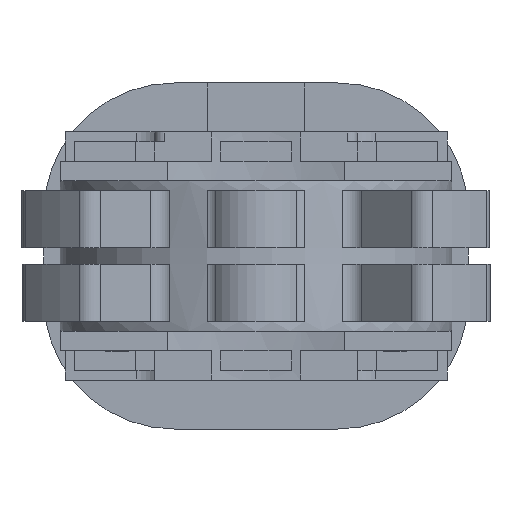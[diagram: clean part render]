
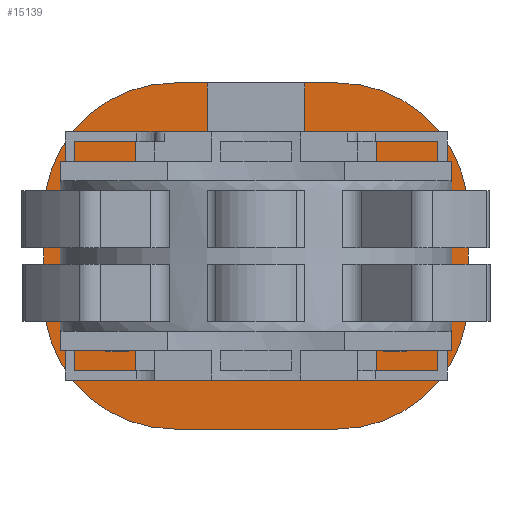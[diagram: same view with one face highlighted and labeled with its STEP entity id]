
A CAD part, front view. The second image highlights one B-rep face of the part: STEP entity #15139.
In plain terms, the highlighted planar face has unit normal (0, -1, 0).
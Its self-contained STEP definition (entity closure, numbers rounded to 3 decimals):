
#167 = LINE ( 'NONE', #22633, #4868 ) ;
#370 = CARTESIAN_POINT ( 'NONE',  ( 14.997, 277.5, 86.011 ) ) ;
#832 = EDGE_CURVE ( 'NONE', #34715, #29067, #25731, .T. ) ;
#1470 = VECTOR ( 'NONE', #30092, 1000. ) ;
#1725 = VERTEX_POINT ( 'NONE', #11182 ) ;
#2313 = LINE ( 'NONE', #13719, #1470 ) ;
#2888 = VECTOR ( 'NONE', #12045, 1000. ) ;
#3235 = DIRECTION ( 'NONE',  ( 0., 1., 0. ) ) ;
#3307 = DIRECTION ( 'NONE',  ( 0., 0., 1. ) ) ;
#3386 = DIRECTION ( 'NONE',  ( 0., 0., -1. ) ) ;
#4868 = VECTOR ( 'NONE', #34270, 1000. ) ;
#5240 = VECTOR ( 'NONE', #3386, 1000. ) ;
#5457 = ORIENTED_EDGE ( 'NONE', *, *, #17256, .F. ) ;
#5482 = DIRECTION ( 'NONE',  ( 0., 0., -1. ) ) ;
#5946 = DIRECTION ( 'NONE',  ( 0., 1., 0. ) ) ;
#6585 = VECTOR ( 'NONE', #25548, 1000. ) ;
#6829 = VERTEX_POINT ( 'NONE', #35065 ) ;
#7117 = EDGE_CURVE ( 'NONE', #12459, #12140, #10762, .T. ) ;
#7229 = ORIENTED_EDGE ( 'NONE', *, *, #13061, .F. ) ;
#7247 = ORIENTED_EDGE ( 'NONE', *, *, #31853, .F. ) ;
#7496 = EDGE_CURVE ( 'NONE', #29067, #22023, #16774, .T. ) ;
#7685 = AXIS2_PLACEMENT_3D ( 'NONE', #34005, #19957, #28506 ) ;
#8496 = ORIENTED_EDGE ( 'NONE', *, *, #26258, .F. ) ;
#8619 = VECTOR ( 'NONE', #20957, 1000. ) ;
#8728 = CARTESIAN_POINT ( 'NONE',  ( 25.003, 277.5, 10.5 ) ) ;
#8891 = DIRECTION ( 'NONE',  ( 0., 0., 1. ) ) ;
#8898 = CARTESIAN_POINT ( 'NONE',  ( -37., 277.5, 32.5 ) ) ;
#10762 = LINE ( 'NONE', #370, #31033 ) ;
#10852 = AXIS2_PLACEMENT_3D ( 'NONE', #19337, #13691, #24639 ) ;
#10866 = CARTESIAN_POINT ( 'NONE',  ( -24.997, 277.5, 50.5 ) ) ;
#11061 = EDGE_CURVE ( 'NONE', #12140, #20887, #21098, .T. ) ;
#11182 = CARTESIAN_POINT ( 'NONE',  ( 37., 277.5, -37.5 ) ) ;
#12045 = DIRECTION ( 'NONE',  ( 0., 0., 1. ) ) ;
#12140 = VERTEX_POINT ( 'NONE', #33158 ) ;
#12453 = AXIS2_PLACEMENT_3D ( 'NONE', #8728, #5946, #3307 ) ;
#12459 = VERTEX_POINT ( 'NONE', #32291 ) ;
#12535 = LINE ( 'NONE', #25160, #5240 ) ;
#13061 = EDGE_CURVE ( 'NONE', #17126, #14965, #22268, .T. ) ;
#13691 = DIRECTION ( 'NONE',  ( 0., 1., 0. ) ) ;
#13719 = CARTESIAN_POINT ( 'NONE',  ( 37., 277.5, -37.5 ) ) ;
#13878 = CARTESIAN_POINT ( 'NONE',  ( -64.997, 277.5, -15.5 ) ) ;
#13987 = LINE ( 'NONE', #16752, #24758 ) ;
#14212 = ORIENTED_EDGE ( 'NONE', *, *, #11061, .T. ) ;
#14667 = CARTESIAN_POINT ( 'NONE',  ( -37., 277.5, -37.5 ) ) ;
#14791 = CIRCLE ( 'NONE', #10852, 40. ) ;
#14829 = ORIENTED_EDGE ( 'NONE', *, *, #7117, .T. ) ;
#14965 = VERTEX_POINT ( 'NONE', #34690 ) ;
#15139 = ADVANCED_FACE ( 'NONE', ( #27763 ), #25199, .F. ) ;
#15463 = VECTOR ( 'NONE', #29799, 1000. ) ;
#15501 = VECTOR ( 'NONE', #19456, 1000. ) ;
#16040 = EDGE_CURVE ( 'NONE', #22023, #19443, #14791, .T. ) ;
#16187 = VERTEX_POINT ( 'NONE', #25488 ) ;
#16226 = ORIENTED_EDGE ( 'NONE', *, *, #16764, .F. ) ;
#16445 = CARTESIAN_POINT ( 'NONE',  ( -24.997, 277.5, -15.5 ) ) ;
#16595 = EDGE_CURVE ( 'NONE', #18392, #16187, #24208, .T. ) ;
#16752 = CARTESIAN_POINT ( 'NONE',  ( 25.003, 277.5, -55.5 ) ) ;
#16764 = EDGE_CURVE ( 'NONE', #12459, #21844, #167, .T. ) ;
#16774 = LINE ( 'NONE', #26631, #8619 ) ;
#17126 = VERTEX_POINT ( 'NONE', #27360 ) ;
#17256 = EDGE_CURVE ( 'NONE', #6829, #17126, #27282, .T. ) ;
#17774 = EDGE_CURVE ( 'NONE', #1725, #20887, #2313, .T. ) ;
#17985 = EDGE_CURVE ( 'NONE', #21844, #6829, #19916, .T. ) ;
#18002 = ORIENTED_EDGE ( 'NONE', *, *, #35236, .F. ) ;
#18145 = ORIENTED_EDGE ( 'NONE', *, *, #28989, .F. ) ;
#18190 = DIRECTION ( 'NONE',  ( 0., 0., -1. ) ) ;
#18392 = VERTEX_POINT ( 'NONE', #19794 ) ;
#19137 = DIRECTION ( 'NONE',  ( 0., 1., 0. ) ) ;
#19337 = CARTESIAN_POINT ( 'NONE',  ( -24.997, 277.5, 10.5 ) ) ;
#19443 = VERTEX_POINT ( 'NONE', #21499 ) ;
#19456 = DIRECTION ( 'NONE',  ( 1., 0., 0. ) ) ;
#19774 = AXIS2_PLACEMENT_3D ( 'NONE', #21682, #19137, #24692 ) ;
#19794 = CARTESIAN_POINT ( 'NONE',  ( -37., 277.5, 32.5 ) ) ;
#19916 = CIRCLE ( 'NONE', #7685, 40. ) ;
#19957 = DIRECTION ( 'NONE',  ( 0., 1., 0. ) ) ;
#19979 = ORIENTED_EDGE ( 'NONE', *, *, #832, .F. ) ;
#20887 = VERTEX_POINT ( 'NONE', #24828 ) ;
#20957 = DIRECTION ( 'NONE',  ( 0., 0., 1. ) ) ;
#21092 = LINE ( 'NONE', #30037, #15463 ) ;
#21098 = LINE ( 'NONE', #8898, #15501 ) ;
#21499 = CARTESIAN_POINT ( 'NONE',  ( -24.997, 277.5, 50.5 ) ) ;
#21682 = CARTESIAN_POINT ( 'NONE',  ( 25.003, 277.5, -15.5 ) ) ;
#21844 = VERTEX_POINT ( 'NONE', #26335 ) ;
#22023 = VERTEX_POINT ( 'NONE', #27390 ) ;
#22268 = CIRCLE ( 'NONE', #19774, 40. ) ;
#22297 = CARTESIAN_POINT ( 'NONE',  ( 65.003, 277.5, 10.5 ) ) ;
#22633 = CARTESIAN_POINT ( 'NONE',  ( -24.997, 277.5, 50.5 ) ) ;
#23114 = ORIENTED_EDGE ( 'NONE', *, *, #16595, .T. ) ;
#23631 = ORIENTED_EDGE ( 'NONE', *, *, #16040, .F. ) ;
#24208 = LINE ( 'NONE', #31082, #6585 ) ;
#24639 = DIRECTION ( 'NONE',  ( 0., 0., 1. ) ) ;
#24692 = DIRECTION ( 'NONE',  ( 0., 0., 1. ) ) ;
#24758 = VECTOR ( 'NONE', #25317, 1000. ) ;
#24828 = CARTESIAN_POINT ( 'NONE',  ( 37., 277.5, 32.5 ) ) ;
#24831 = LINE ( 'NONE', #26125, #2888 ) ;
#25099 = CARTESIAN_POINT ( 'NONE',  ( -15.003, 277.5, 50.5 ) ) ;
#25160 = CARTESIAN_POINT ( 'NONE',  ( -15.003, 277.5, 86.011 ) ) ;
#25199 = PLANE ( 'NONE',  #12453 ) ;
#25317 = DIRECTION ( 'NONE',  ( -1., 0., 0. ) ) ;
#25488 = CARTESIAN_POINT ( 'NONE',  ( -15.003, 277.5, 32.5 ) ) ;
#25548 = DIRECTION ( 'NONE',  ( 1., 0., 0. ) ) ;
#25700 = LINE ( 'NONE', #10866, #33839 ) ;
#25731 = CIRCLE ( 'NONE', #33921, 40. ) ;
#26125 = CARTESIAN_POINT ( 'NONE',  ( -37., 277.5, -37.5 ) ) ;
#26258 = EDGE_CURVE ( 'NONE', #19443, #35328, #25700, .T. ) ;
#26335 = CARTESIAN_POINT ( 'NONE',  ( 25.003, 277.5, 50.5 ) ) ;
#26631 = CARTESIAN_POINT ( 'NONE',  ( -64.997, 277.5, -15.5 ) ) ;
#27282 = LINE ( 'NONE', #22297, #28139 ) ;
#27360 = CARTESIAN_POINT ( 'NONE',  ( 65.003, 277.5, -15.5 ) ) ;
#27390 = CARTESIAN_POINT ( 'NONE',  ( -64.997, 277.5, 10.5 ) ) ;
#27657 = EDGE_CURVE ( 'NONE', #28089, #18392, #24831, .T. ) ;
#27763 = FACE_OUTER_BOUND ( 'NONE', #30009, .T. ) ;
#27883 = CARTESIAN_POINT ( 'NONE',  ( -24.997, 277.5, -55.5 ) ) ;
#28089 = VERTEX_POINT ( 'NONE', #14667 ) ;
#28139 = VECTOR ( 'NONE', #5482, 1000. ) ;
#28506 = DIRECTION ( 'NONE',  ( 0., 0., 1. ) ) ;
#28989 = EDGE_CURVE ( 'NONE', #14965, #34715, #13987, .T. ) ;
#29067 = VERTEX_POINT ( 'NONE', #13878 ) ;
#29293 = ORIENTED_EDGE ( 'NONE', *, *, #17774, .F. ) ;
#29799 = DIRECTION ( 'NONE',  ( 1., 0., 0. ) ) ;
#30009 = EDGE_LOOP ( 'NONE', ( #14829, #14212, #29293, #18002, #31170, #23114, #7247, #8496, #23631, #33015, #19979, #18145, #7229, #5457, #31354, #16226 ) ) ;
#30037 = CARTESIAN_POINT ( 'NONE',  ( -37., 277.5, -37.5 ) ) ;
#30092 = DIRECTION ( 'NONE',  ( 0., 0., 1. ) ) ;
#30490 = DIRECTION ( 'NONE',  ( 1., 0., 0. ) ) ;
#31033 = VECTOR ( 'NONE', #18190, 1000. ) ;
#31082 = CARTESIAN_POINT ( 'NONE',  ( -37., 277.5, 32.5 ) ) ;
#31170 = ORIENTED_EDGE ( 'NONE', *, *, #27657, .T. ) ;
#31354 = ORIENTED_EDGE ( 'NONE', *, *, #17985, .F. ) ;
#31853 = EDGE_CURVE ( 'NONE', #35328, #16187, #12535, .T. ) ;
#32291 = CARTESIAN_POINT ( 'NONE',  ( 14.997, 277.5, 50.5 ) ) ;
#33015 = ORIENTED_EDGE ( 'NONE', *, *, #7496, .F. ) ;
#33158 = CARTESIAN_POINT ( 'NONE',  ( 14.997, 277.5, 32.5 ) ) ;
#33839 = VECTOR ( 'NONE', #30490, 1000. ) ;
#33921 = AXIS2_PLACEMENT_3D ( 'NONE', #16445, #3235, #8891 ) ;
#34005 = CARTESIAN_POINT ( 'NONE',  ( 25.003, 277.5, 10.5 ) ) ;
#34270 = DIRECTION ( 'NONE',  ( 1., 0., 0. ) ) ;
#34690 = CARTESIAN_POINT ( 'NONE',  ( 25.003, 277.5, -55.5 ) ) ;
#34715 = VERTEX_POINT ( 'NONE', #27883 ) ;
#35065 = CARTESIAN_POINT ( 'NONE',  ( 65.003, 277.5, 10.5 ) ) ;
#35236 = EDGE_CURVE ( 'NONE', #28089, #1725, #21092, .T. ) ;
#35328 = VERTEX_POINT ( 'NONE', #25099 ) ;
